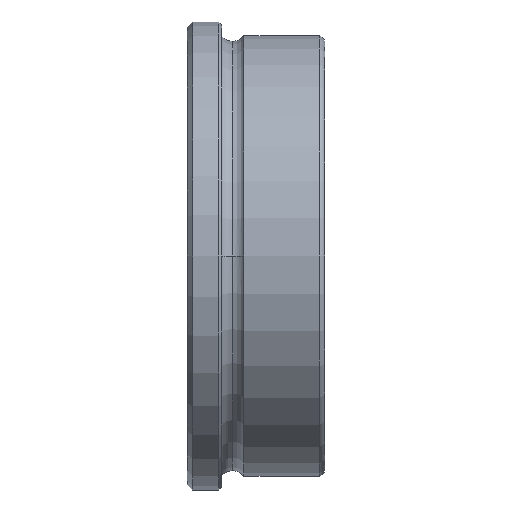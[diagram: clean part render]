
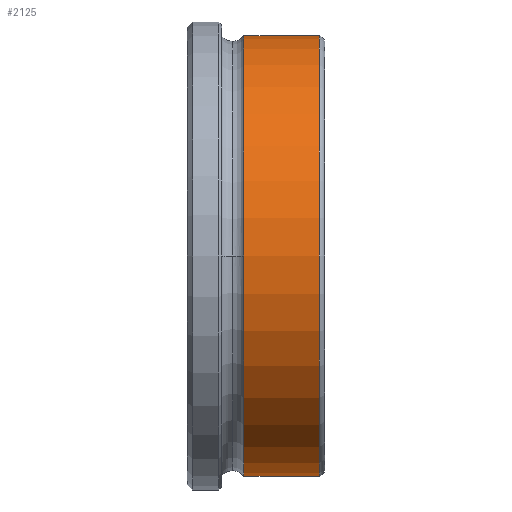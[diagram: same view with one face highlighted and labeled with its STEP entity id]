
A CAD part, left-side view. The second image highlights one B-rep face of the part: STEP entity #2125.
In plain terms, the highlighted cylindrical face has radius 16 mm (diameter 32 mm), a partial arc.
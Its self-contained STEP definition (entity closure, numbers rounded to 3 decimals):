
#5 = CARTESIAN_POINT ( 'NONE',  ( 0., 0.4, -16. ) ) ;
#101 = CARTESIAN_POINT ( 'NONE',  ( 0., 5.878, -16. ) ) ;
#204 = VERTEX_POINT ( 'NONE', #101 ) ;
#227 = ORIENTED_EDGE ( 'NONE', *, *, #1751, .F. ) ;
#261 = CARTESIAN_POINT ( 'NONE',  ( 0., 5.878, 16. ) ) ;
#745 = CARTESIAN_POINT ( 'NONE',  ( 0., 5.878, 0. ) ) ;
#810 = DIRECTION ( 'NONE',  ( 0., 1., 0. ) ) ;
#834 = CARTESIAN_POINT ( 'NONE',  ( 0., 0.4, 16. ) ) ;
#974 = CARTESIAN_POINT ( 'NONE',  ( -16., 5.878, 0. ) ) ;
#1019 = DIRECTION ( 'NONE',  ( 0., 1., 0. ) ) ;
#1103 = VERTEX_POINT ( 'NONE', #974 ) ;
#1130 = CIRCLE ( 'NONE', #2159, 16. ) ;
#1138 = ORIENTED_EDGE ( 'NONE', *, *, #1290, .F. ) ;
#1290 = EDGE_CURVE ( 'NONE', #1103, #2102, #2087, .T. ) ;
#1310 = DIRECTION ( 'NONE',  ( -1., 0., 0. ) ) ;
#1345 = CIRCLE ( 'NONE', #2255, 16. ) ;
#1363 = ORIENTED_EDGE ( 'NONE', *, *, #2320, .T. ) ;
#1448 = DIRECTION ( 'NONE',  ( 0., 0., -1. ) ) ;
#1551 = LINE ( 'NONE', #2129, #1735 ) ;
#1557 = DIRECTION ( 'NONE',  ( 0., 1., 0. ) ) ;
#1608 = DIRECTION ( 'NONE',  ( -1., 0., 0. ) ) ;
#1619 = EDGE_LOOP ( 'NONE', ( #2415, #1138, #227, #2787, #1363 ) ) ;
#1644 = LINE ( 'NONE', #2611, #2865 ) ;
#1650 = CYLINDRICAL_SURFACE ( 'NONE', #1651, 16. ) ;
#1651 = AXIS2_PLACEMENT_3D ( 'NONE', #3069, #1708, #1448 ) ;
#1708 = DIRECTION ( 'NONE',  ( 0., -1., 0. ) ) ;
#1735 = VECTOR ( 'NONE', #3236, 1000. ) ;
#1751 = EDGE_CURVE ( 'NONE', #204, #1103, #1345, .T. ) ;
#1754 = EDGE_CURVE ( 'NONE', #204, #2713, #1551, .T. ) ;
#1802 = AXIS2_PLACEMENT_3D ( 'NONE', #2190, #810, #1608 ) ;
#1895 = CARTESIAN_POINT ( 'NONE',  ( 0., 0.4, 0. ) ) ;
#2001 = FACE_OUTER_BOUND ( 'NONE', #1619, .T. ) ;
#2016 = VERTEX_POINT ( 'NONE', #834 ) ;
#2087 = CIRCLE ( 'NONE', #1802, 16. ) ;
#2102 = VERTEX_POINT ( 'NONE', #261 ) ;
#2125 = ADVANCED_FACE ( 'NONE', ( #2001 ), #1650, .T. ) ;
#2129 = CARTESIAN_POINT ( 'NONE',  ( 0., 10., -16. ) ) ;
#2159 = AXIS2_PLACEMENT_3D ( 'NONE', #1895, #1019, #3269 ) ;
#2190 = CARTESIAN_POINT ( 'NONE',  ( 0., 5.878, 0. ) ) ;
#2255 = AXIS2_PLACEMENT_3D ( 'NONE', #745, #1557, #1310 ) ;
#2320 = EDGE_CURVE ( 'NONE', #2713, #2016, #1130, .T. ) ;
#2323 = DIRECTION ( 'NONE',  ( 0., -1., 0. ) ) ;
#2415 = ORIENTED_EDGE ( 'NONE', *, *, #2575, .F. ) ;
#2575 = EDGE_CURVE ( 'NONE', #2102, #2016, #1644, .T. ) ;
#2611 = CARTESIAN_POINT ( 'NONE',  ( 0., 10., 16. ) ) ;
#2713 = VERTEX_POINT ( 'NONE', #5 ) ;
#2787 = ORIENTED_EDGE ( 'NONE', *, *, #1754, .T. ) ;
#2865 = VECTOR ( 'NONE', #2323, 1000. ) ;
#3069 = CARTESIAN_POINT ( 'NONE',  ( 0., 10., 0. ) ) ;
#3236 = DIRECTION ( 'NONE',  ( 0., -1., 0. ) ) ;
#3269 = DIRECTION ( 'NONE',  ( 0., 0., 1. ) ) ;
